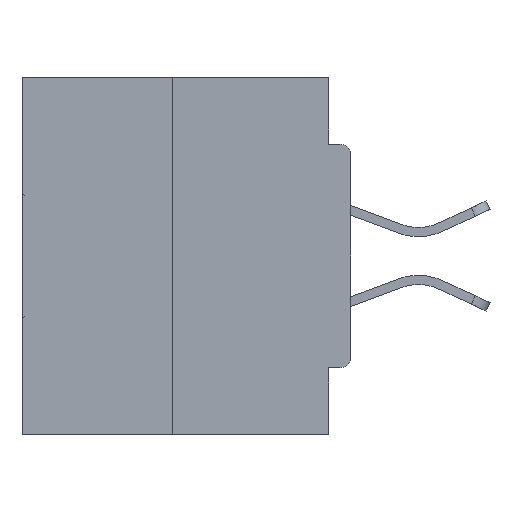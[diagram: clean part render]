
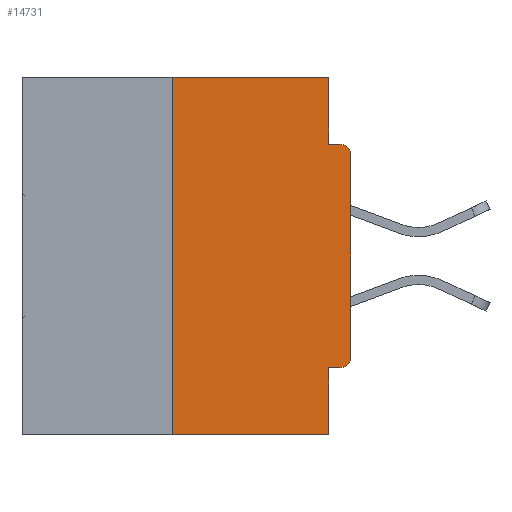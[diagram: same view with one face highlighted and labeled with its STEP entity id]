
A CAD part, left-side view. The second image highlights one B-rep face of the part: STEP entity #14731.
In plain terms, the highlighted planar face has unit normal (-1, 0, 0).
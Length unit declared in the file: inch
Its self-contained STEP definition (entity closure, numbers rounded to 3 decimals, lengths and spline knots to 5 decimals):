
#51 = CARTESIAN_POINT ( 'NONE',  ( 0., 0.031, -0.4065 ) ) ;
#326 = ORIENTED_EDGE ( 'NONE', *, *, #12780, .T. ) ;
#2154 = DIRECTION ( 'NONE',  ( 0., -1., 0. ) ) ;
#2165 = LINE ( 'NONE', #27026, #36706 ) ;
#3152 = CARTESIAN_POINT ( 'NONE',  ( 0., 0., -0.1085 ) ) ;
#3158 = CARTESIAN_POINT ( 'NONE',  ( 0., 0.031, -0.0935 ) ) ;
#4205 = CARTESIAN_POINT ( 'NONE',  ( 0., 0.031, -0.5 ) ) ;
#4397 = EDGE_CURVE ( 'NONE', #29026, #39033, #27870, .T. ) ;
#4574 = DIRECTION ( 'NONE',  ( 0., 0., -1. ) ) ;
#4947 = CARTESIAN_POINT ( 'NONE',  ( 0., 0.46, -0.5 ) ) ;
#5201 = VERTEX_POINT ( 'NONE', #3158 ) ;
#5304 = DIRECTION ( 'NONE',  ( 0., 0., -1. ) ) ;
#5889 = EDGE_LOOP ( 'NONE', ( #39685, #12299, #16671, #21399, #27308, #326, #14034, #13115, #12643, #18524 ) ) ;
#8080 = EDGE_CURVE ( 'NONE', #9089, #21661, #40211, .T. ) ;
#8324 = DIRECTION ( 'NONE',  ( 0., 1., 0. ) ) ;
#9079 = VERTEX_POINT ( 'NONE', #3152 ) ;
#9089 = VERTEX_POINT ( 'NONE', #34067 ) ;
#9377 = DIRECTION ( 'NONE',  ( 0., -1., 0. ) ) ;
#10115 = CIRCLE ( 'NONE', #16949, 0.015 ) ;
#10623 = LINE ( 'NONE', #4947, #27188 ) ;
#10685 = VECTOR ( 'NONE', #18587, 39.37008 ) ;
#12299 = ORIENTED_EDGE ( 'NONE', *, *, #8080, .F. ) ;
#12643 = ORIENTED_EDGE ( 'NONE', *, *, #12791, .F. ) ;
#12780 = EDGE_CURVE ( 'NONE', #30272, #40085, #27174, .T. ) ;
#12791 = EDGE_CURVE ( 'NONE', #5201, #33994, #35976, .T. ) ;
#13115 = ORIENTED_EDGE ( 'NONE', *, *, #38276, .T. ) ;
#14034 = ORIENTED_EDGE ( 'NONE', *, *, #26632, .T. ) ;
#14091 = LINE ( 'NONE', #30095, #39481 ) ;
#14545 = DIRECTION ( 'NONE',  ( 0., 0., -1. ) ) ;
#14731 = ADVANCED_FACE ( 'NONE', ( #33376 ), #30064, .F. ) ;
#15293 = CARTESIAN_POINT ( 'NONE',  ( 0., 0.46, 0. ) ) ;
#16189 = CARTESIAN_POINT ( 'NONE',  ( 0., 0., -0.3915 ) ) ;
#16671 = ORIENTED_EDGE ( 'NONE', *, *, #20448, .T. ) ;
#16816 = CARTESIAN_POINT ( 'NONE',  ( 0., 0.031, -0.5 ) ) ;
#16949 = AXIS2_PLACEMENT_3D ( 'NONE', #34736, #27678, #33965 ) ;
#17777 = DIRECTION ( 'NONE',  ( -1., 0., 0. ) ) ;
#17831 = CARTESIAN_POINT ( 'NONE',  ( 0., 0.015, -0.4065 ) ) ;
#17896 = AXIS2_PLACEMENT_3D ( 'NONE', #21090, #33208, #14545 ) ;
#17907 = DIRECTION ( 'NONE',  ( 0., 0., -1. ) ) ;
#18524 = ORIENTED_EDGE ( 'NONE', *, *, #35687, .F. ) ;
#18587 = DIRECTION ( 'NONE',  ( 0., -1., 0. ) ) ;
#19654 = DIRECTION ( 'NONE',  ( 0., 0., 1. ) ) ;
#20448 = EDGE_CURVE ( 'NONE', #9089, #39033, #10623, .T. ) ;
#21090 = CARTESIAN_POINT ( 'NONE',  ( 0., 0.46, 0. ) ) ;
#21399 = ORIENTED_EDGE ( 'NONE', *, *, #4397, .F. ) ;
#21661 = VERTEX_POINT ( 'NONE', #28001 ) ;
#22242 = VECTOR ( 'NONE', #19654, 39.37008 ) ;
#22576 = LINE ( 'NONE', #23681, #32777 ) ;
#23124 = EDGE_CURVE ( 'NONE', #30272, #29026, #2165, .T. ) ;
#23542 = CARTESIAN_POINT ( 'NONE',  ( 0., 0., -0.0935 ) ) ;
#23681 = CARTESIAN_POINT ( 'NONE',  ( 0., 0., 0. ) ) ;
#23783 = CARTESIAN_POINT ( 'NONE',  ( 0., 0.015, -0.0935 ) ) ;
#23939 = DIRECTION ( 'NONE',  ( 0., 0., 1. ) ) ;
#26632 = EDGE_CURVE ( 'NONE', #40085, #9079, #22576, .T. ) ;
#27026 = CARTESIAN_POINT ( 'NONE',  ( 0., 0., -0.4065 ) ) ;
#27174 = CIRCLE ( 'NONE', #37938, 0.015 ) ;
#27188 = VECTOR ( 'NONE', #9377, 39.37008 ) ;
#27249 = LINE ( 'NONE', #15293, #10685 ) ;
#27308 = ORIENTED_EDGE ( 'NONE', *, *, #23124, .F. ) ;
#27678 = DIRECTION ( 'NONE',  ( -1., 0., 0. ) ) ;
#27870 = LINE ( 'NONE', #16816, #31278 ) ;
#28001 = CARTESIAN_POINT ( 'NONE',  ( 0., 0.25, 0. ) ) ;
#29026 = VERTEX_POINT ( 'NONE', #51 ) ;
#30064 = PLANE ( 'NONE',  #17896 ) ;
#30095 = CARTESIAN_POINT ( 'NONE',  ( 0., 0.031, 0. ) ) ;
#30272 = VERTEX_POINT ( 'NONE', #17831 ) ;
#31050 = VECTOR ( 'NONE', #2154, 39.37008 ) ;
#31278 = VECTOR ( 'NONE', #4574, 39.37008 ) ;
#32777 = VECTOR ( 'NONE', #23939, 39.37008 ) ;
#33208 = DIRECTION ( 'NONE',  ( 1., 0., 0. ) ) ;
#33376 = FACE_OUTER_BOUND ( 'NONE', #5889, .T. ) ;
#33965 = DIRECTION ( 'NONE',  ( 0., 0., -1. ) ) ;
#33994 = VERTEX_POINT ( 'NONE', #23783 ) ;
#34067 = CARTESIAN_POINT ( 'NONE',  ( 0., 0.25, -0.5 ) ) ;
#34736 = CARTESIAN_POINT ( 'NONE',  ( 0., 0.015, -0.1085 ) ) ;
#35164 = CARTESIAN_POINT ( 'NONE',  ( 0., 0.25, 0. ) ) ;
#35525 = EDGE_CURVE ( 'NONE', #21661, #35662, #27249, .T. ) ;
#35662 = VERTEX_POINT ( 'NONE', #38225 ) ;
#35687 = EDGE_CURVE ( 'NONE', #35662, #5201, #14091, .T. ) ;
#35976 = LINE ( 'NONE', #23542, #31050 ) ;
#36169 = CARTESIAN_POINT ( 'NONE',  ( 0., 0.015, -0.3915 ) ) ;
#36706 = VECTOR ( 'NONE', #8324, 39.37008 ) ;
#37938 = AXIS2_PLACEMENT_3D ( 'NONE', #36169, #17777, #17907 ) ;
#38225 = CARTESIAN_POINT ( 'NONE',  ( 0., 0.031, 0. ) ) ;
#38276 = EDGE_CURVE ( 'NONE', #9079, #33994, #10115, .T. ) ;
#39033 = VERTEX_POINT ( 'NONE', #4205 ) ;
#39481 = VECTOR ( 'NONE', #5304, 39.37008 ) ;
#39685 = ORIENTED_EDGE ( 'NONE', *, *, #35525, .F. ) ;
#40085 = VERTEX_POINT ( 'NONE', #16189 ) ;
#40211 = LINE ( 'NONE', #35164, #22242 ) ;
